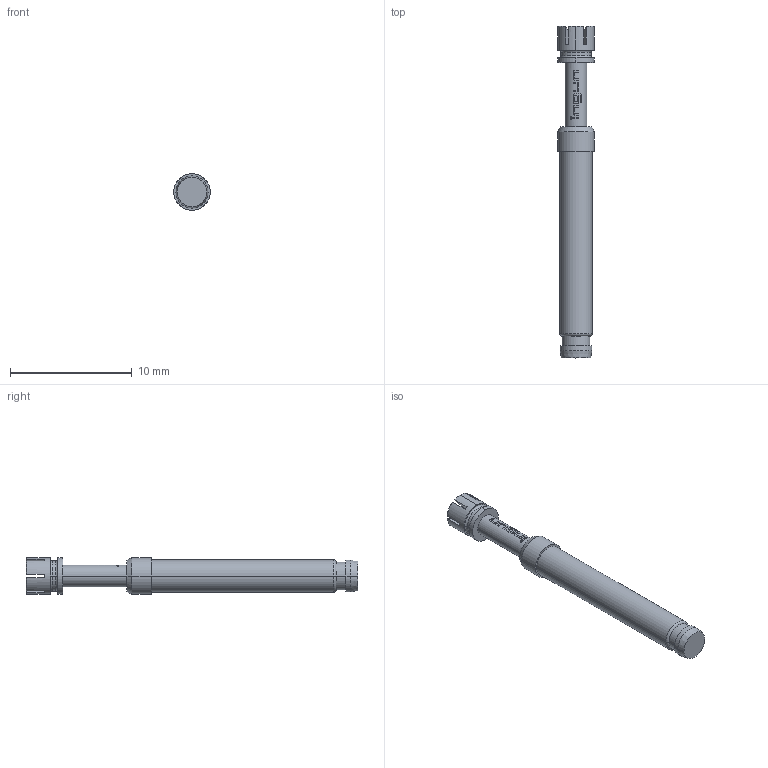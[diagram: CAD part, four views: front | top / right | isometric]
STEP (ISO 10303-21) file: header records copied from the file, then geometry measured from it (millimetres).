
FILE_DESCRIPTION (( 'STEP AP203' ), '1' );
FILE_NAME ('INGUN_HSS-120_319_300_A_xx02.STEP', '2022-02-04T08:19:39', ( 'ochi' ), ( '' ), 'SwSTEP 2.0', 'SolidWorks 2018', '' );
FILE_SCHEMA (( 'CONFIG_CONTROL_DESIGN' ));
Length unit declared in the file: millimetre
Products named in the file (1): INGUN_HSS-120_319_300_A_xx02
Bounding box: 3 x 27.3 x 3 mm (x, y, z)
Volume: 134.5 mm3; surface area: 256.2 mm2
Topology: 1 solids, 1 shells, 128 faces, 328 edges, 214 vertices
Faces by surface type: plane 60, bspline 22, cylinder 22, cone 18, torus 6
Entity records: 4317 total; most frequent: CARTESIAN_POINT 1311, ORIENTED_EDGE 656, DIRECTION 538, EDGE_CURVE 328, VERTEX_POINT 214, AXIS2_PLACEMENT_3D 213, EDGE_LOOP 140, FACE_OUTER_BOUND 128
